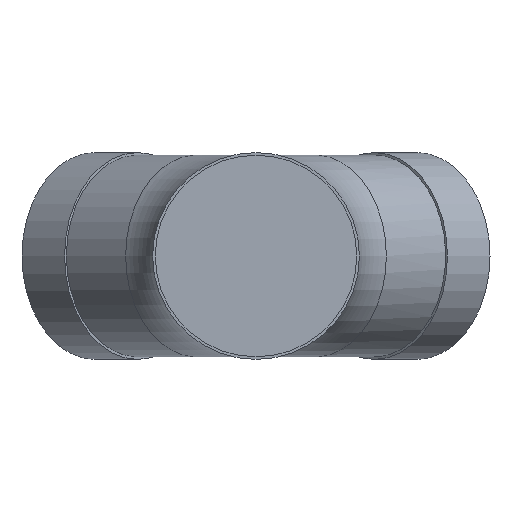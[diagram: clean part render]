
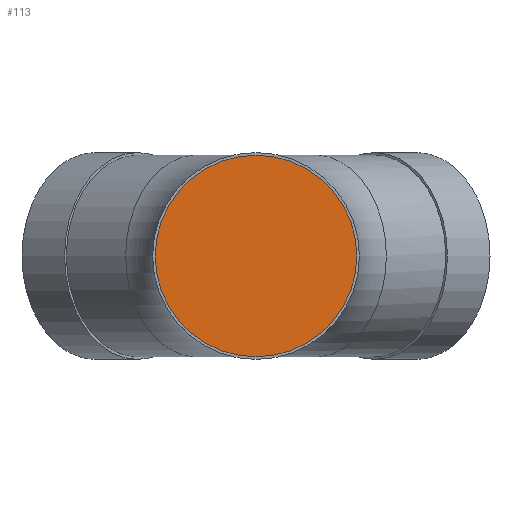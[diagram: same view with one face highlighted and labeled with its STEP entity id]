
A CAD part, front view. The second image highlights one B-rep face of the part: STEP entity #113.
In plain terms, the highlighted planar face has unit normal (0, -1, 0).
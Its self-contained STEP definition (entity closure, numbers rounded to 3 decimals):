
#113 = ADVANCED_FACE( '', ( #230 ), #231, .T. );
#230 = FACE_OUTER_BOUND( '', #334, .T. );
#231 = PLANE( '', #335 );
#334 = EDGE_LOOP( '', ( #485 ) );
#335 = AXIS2_PLACEMENT_3D( '', #486, #487, #488 );
#485 = ORIENTED_EDGE( '', *, *, #544, .T. );
#486 = CARTESIAN_POINT( '', ( 0., 40., 0. ) );
#487 = DIRECTION( '', ( 0., -1., 0. ) );
#488 = DIRECTION( '', ( 0., 0., -1. ) );
#544 = EDGE_CURVE( '', #620, #620, #621, .T. );
#620 = VERTEX_POINT( '', #824 );
#621 = CIRCLE( '', #825, 70. );
#824 = CARTESIAN_POINT( '', ( 0., 40., -70. ) );
#825 = AXIS2_PLACEMENT_3D( '', #907, #908, #909 );
#907 = CARTESIAN_POINT( '', ( 0., 40., 0. ) );
#908 = DIRECTION( '', ( 0., -1., 0. ) );
#909 = DIRECTION( '', ( 0., 0., -1. ) );
